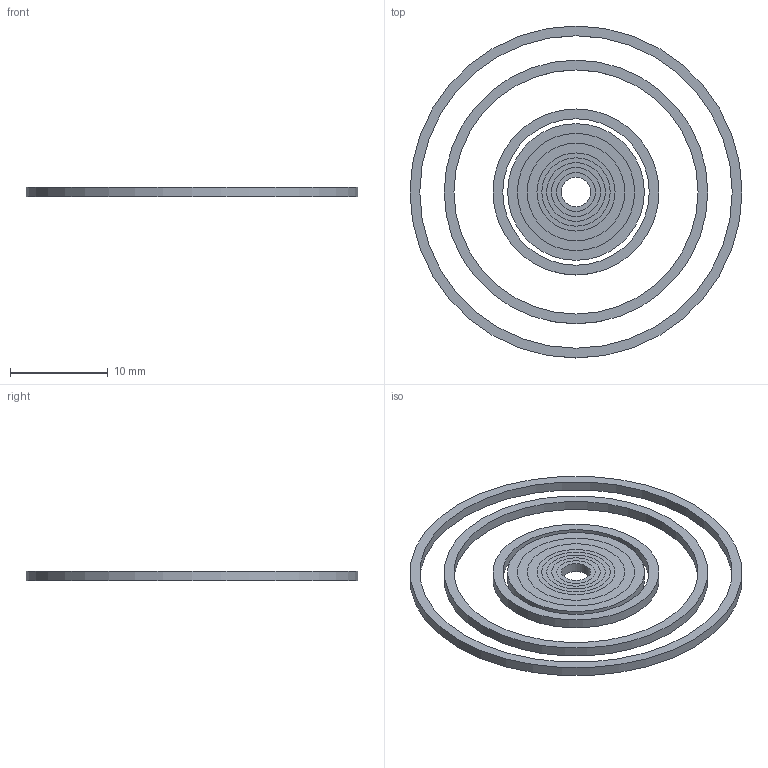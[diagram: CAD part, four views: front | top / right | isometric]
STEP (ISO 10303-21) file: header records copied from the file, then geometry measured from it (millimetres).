
FILE_DESCRIPTION( ( '' ), ' ' );
FILE_NAME( '5a2add3b5214870eedd3e830.step', '2017-12-08T18:43:07', ( '' ), ( '' ), ' ', ' ', ' ' );
FILE_SCHEMA( ( 'AUTOMOTIVE_DESIGN { 1 0 10303 214 1 1 1 1 }' ) );
Length unit declared in the file: metre
Products named in the file (10): 1500-0001-0032; 1500-0001-0025; 1500-0001-0015; 1500-0001-0012; 1500-0001-0010; 1500-0001-0008; 1500-0001-0006; 1500-0001-0005; 1500-0001-0004; 1500-0001-0003
Bounding box: 34 x 34 x 1 mm (x, y, z)
Volume: 408.4 mm3; surface area: 1633.6 mm2
Topology: 10 solids, 10 shells, 40 faces, 60 edges, 40 vertices
Faces by surface type: plane 20, cylinder 20
Full cylindrical faces by diameter (mm): 3 x1, 4 x1, 5 x2, 6 x2, 7 x1, 8 x2, 10 x2, 12 x2, 14 x1, 15 x1, 17 x1, 25 x1, 27 x1, 32 x1, 34 x1
Entity records: 1270 total; most frequent: DIRECTION 180, CARTESIAN_POINT 130, AXIS2_PLACEMENT_3D 90, EDGE_LOOP 80, ORIENTED_EDGE 80, FACE_OUTER_BOUND 60, STYLED_ITEM 40, PRESENTATION_STYLE_ASSIGNMENT 40
